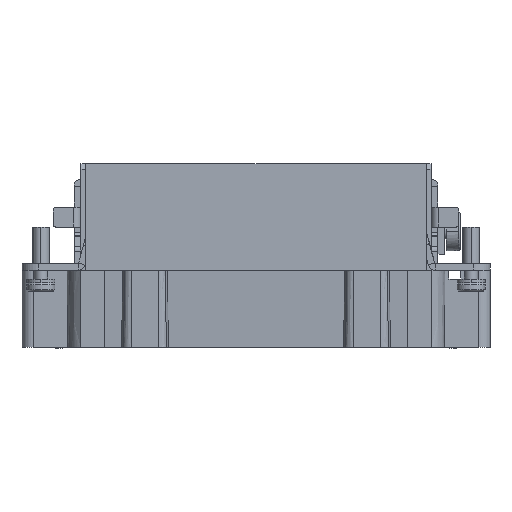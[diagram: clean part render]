
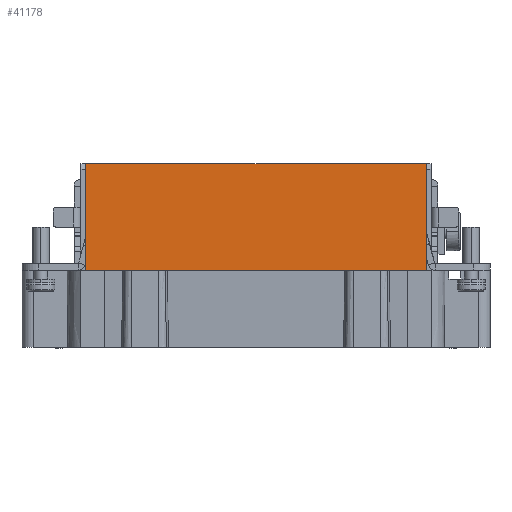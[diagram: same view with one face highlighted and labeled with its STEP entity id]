
A CAD part, left-side view. The second image highlights one B-rep face of the part: STEP entity #41178.
In plain terms, the highlighted planar face has unit normal (-1, 0, 0).
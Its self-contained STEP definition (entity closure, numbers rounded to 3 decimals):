
#3249=DIRECTION('',(0.,-1.,0.));
#3250=VECTOR('',#3249,61.298);
#3251=CARTESIAN_POINT('',(-16.95,30.649,33.2));
#3252=LINE('',#3251,#3250);
#6147=DIRECTION('',(0.,0.,-1.));
#6148=VECTOR('',#6147,19.2);
#6149=CARTESIAN_POINT('',(-16.95,-30.649,33.2));
#6150=LINE('',#6149,#6148);
#6151=DIRECTION('',(0.,0.,1.));
#6152=VECTOR('',#6151,19.2);
#6153=CARTESIAN_POINT('',(-16.95,30.649,14.));
#6154=LINE('',#6153,#6152);
#6207=DIRECTION('',(0.,1.,0.));
#6208=VECTOR('',#6207,61.298);
#6209=CARTESIAN_POINT('',(-16.95,-30.649,14.));
#6210=LINE('',#6209,#6208);
#29819=CARTESIAN_POINT('',(-16.95,30.649,33.2));
#29820=CARTESIAN_POINT('',(-16.95,-30.649,33.2));
#29821=VERTEX_POINT('',#29819);
#29822=VERTEX_POINT('',#29820);
#36724=CARTESIAN_POINT('',(-16.95,-30.649,14.));
#36725=CARTESIAN_POINT('',(-16.95,30.649,14.));
#36726=VERTEX_POINT('',#36724);
#36727=VERTEX_POINT('',#36725);
#41166=CARTESIAN_POINT('',(-16.95,30.65,14.));
#41167=DIRECTION('',(-1.,0.,0.));
#41168=DIRECTION('',(0.,-1.,0.));
#41169=AXIS2_PLACEMENT_3D('',#41166,#41167,#41168);
#41170=PLANE('',#41169);
#41171=ORIENTED_EDGE('',*,*,#41013,.T.);
#41173=ORIENTED_EDGE('',*,*,#41172,.T.);
#41174=ORIENTED_EDGE('',*,*,#41054,.T.);
#41175=ORIENTED_EDGE('',*,*,#39034,.T.);
#41176=EDGE_LOOP('',(#41171,#41173,#41174,#41175));
#41177=FACE_OUTER_BOUND('',#41176,.F.);
#41178=ADVANCED_FACE('',(#41177),#41170,.T.);
#39034=EDGE_CURVE('',#29821,#29822,#3252,.T.);
#41013=EDGE_CURVE('',#29822,#36726,#6150,.T.);
#41054=EDGE_CURVE('',#36727,#29821,#6154,.T.);
#41172=EDGE_CURVE('',#36726,#36727,#6210,.T.);
